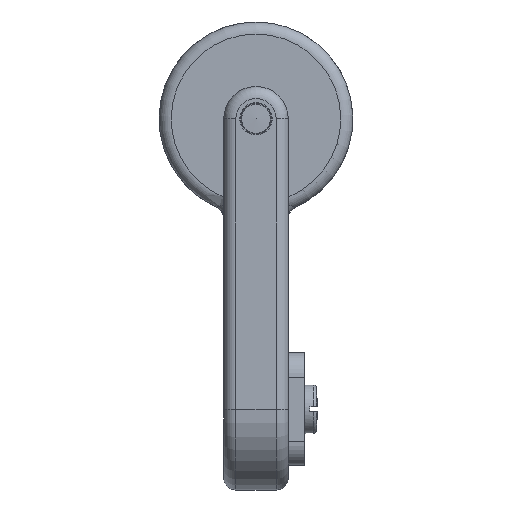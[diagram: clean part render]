
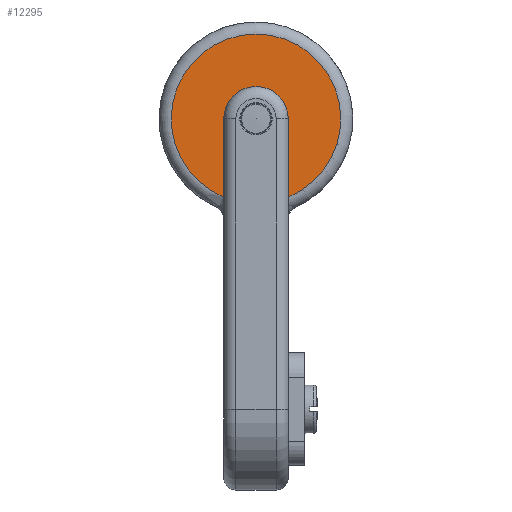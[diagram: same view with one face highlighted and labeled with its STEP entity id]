
A CAD part, left-side view. The second image highlights one B-rep face of the part: STEP entity #12295.
In plain terms, the highlighted planar face has unit normal (-1, 0, 0).
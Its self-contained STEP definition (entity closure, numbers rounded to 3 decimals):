
#725=LINE('',#16911,#1365);
#726=LINE('',#16913,#1366);
#727=LINE('',#16915,#1367);
#1365=VECTOR('',#14101,1000.);
#1366=VECTOR('',#14102,1000.);
#1367=VECTOR('',#14103,1000.);
#2023=ORIENTED_EDGE('',*,*,#4817,.T.);
#2024=ORIENTED_EDGE('',*,*,#4818,.T.);
#2025=ORIENTED_EDGE('',*,*,#4819,.T.);
#2026=ORIENTED_EDGE('',*,*,#4820,.T.);
#2027=ORIENTED_EDGE('',*,*,#4821,.T.);
#4817=EDGE_CURVE('',#6214,#6214,#7089,.T.);
#4818=EDGE_CURVE('',#6215,#6216,#7090,.F.);
#4819=EDGE_CURVE('',#6216,#6217,#725,.T.);
#4820=EDGE_CURVE('',#6217,#6218,#726,.T.);
#4821=EDGE_CURVE('',#6218,#6215,#727,.T.);
#6214=VERTEX_POINT('',#16907);
#6215=VERTEX_POINT('',#16909);
#6216=VERTEX_POINT('',#16910);
#6217=VERTEX_POINT('',#16912);
#6218=VERTEX_POINT('',#16914);
#7089=CIRCLE('',#12963,3.5);
#7090=CIRCLE('',#12964,10.5);
#7543=EDGE_LOOP('',(#2023));
#7544=EDGE_LOOP('',(#2024,#2025,#2026,#2027));
#8265=FACE_BOUND('',#7543,.T.);
#8266=FACE_BOUND('',#7544,.T.);
#8982=PLANE('',#12962);
#12295=ADVANCED_FACE('',(#8265,#8266),#8982,.F.);
#12962=AXIS2_PLACEMENT_3D('',#16905,#14095,#14096);
#12963=AXIS2_PLACEMENT_3D('',#16906,#14097,#14098);
#12964=AXIS2_PLACEMENT_3D('',#16908,#14099,#14100);
#14095=DIRECTION('',(1.,0.,0.));
#14096=DIRECTION('',(0.,0.,-1.));
#14097=DIRECTION('',(1.,0.,0.));
#14098=DIRECTION('',(0.,0.,-1.));
#14099=DIRECTION('',(1.,0.,0.));
#14100=DIRECTION('',(0.,0.,-1.));
#14101=DIRECTION('',(0.,0.,-1.));
#14102=DIRECTION('',(0.,-1.,0.));
#14103=DIRECTION('',(0.,0.,1.));
#16905=CARTESIAN_POINT('',(-31.883,29.339,0.));
#16906=CARTESIAN_POINT('',(-31.883,0.,0.827));
#16907=CARTESIAN_POINT('',(-31.883,0.,-2.673));
#16908=CARTESIAN_POINT('',(-31.883,0.,0.827));
#16909=CARTESIAN_POINT('',(-31.883,-2.5,-9.371));
#16910=CARTESIAN_POINT('',(-31.883,2.5,-9.371));
#16911=CARTESIAN_POINT('',(-31.883,2.5,-19.97));
#16912=CARTESIAN_POINT('',(-31.883,2.5,-20.173));
#16913=CARTESIAN_POINT('',(-31.883,-4.,-20.173));
#16914=CARTESIAN_POINT('',(-31.883,-2.5,-20.173));
#16915=CARTESIAN_POINT('',(-31.883,-2.5,0.));
